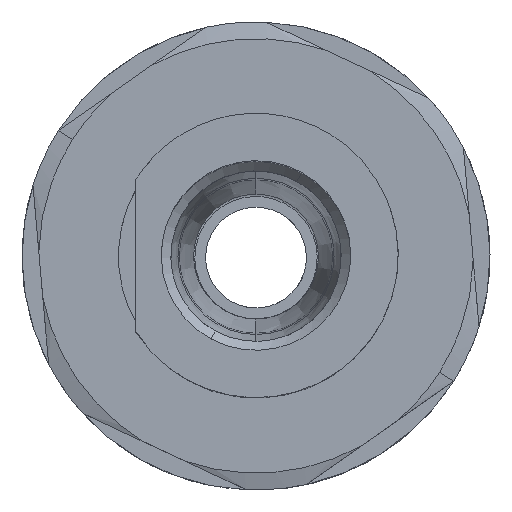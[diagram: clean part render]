
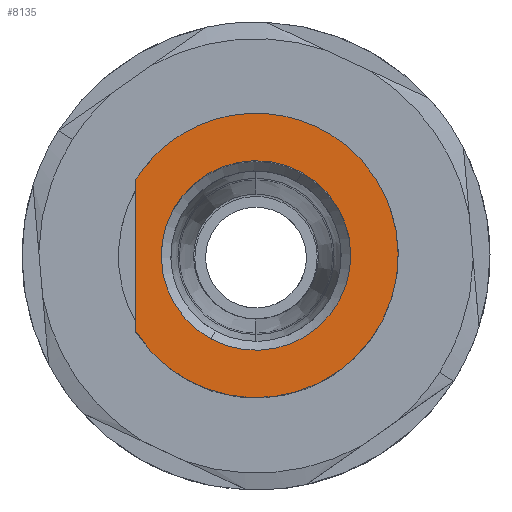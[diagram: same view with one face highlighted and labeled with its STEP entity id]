
A CAD part, top view. The second image highlights one B-rep face of the part: STEP entity #8135.
In plain terms, the highlighted planar face has unit normal (0, 0, 1).
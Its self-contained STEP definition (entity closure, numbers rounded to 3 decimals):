
#8090=AXIS2_PLACEMENT_3D('Plane Axis2P3D',#8087,#8088,#8089) ;
#8119=AXIS2_PLACEMENT_3D('Circle Axis2P3D',#8117,#8118,$) ;
#8128=AXIS2_PLACEMENT_3D('Circle Axis2P3D',#8126,#8127,$) ;
#7496=CARTESIAN_POINT('Vertex',(4.75,6.571,52.3)) ;
#7499=CARTESIAN_POINT('Line Origine',(4.75,9.75,52.3)) ;
#7503=CARTESIAN_POINT('Vertex',(4.75,12.929,52.3)) ;
#8047=CARTESIAN_POINT('Vertex',(14.75,12.929,52.3)) ;
#8051=CARTESIAN_POINT('Control Point',(4.75,6.571,52.3)) ;
#8052=CARTESIAN_POINT('Control Point',(5.25,5.786,52.3)) ;
#8053=CARTESIAN_POINT('Control Point',(5.903,5.098,52.3)) ;
#8054=CARTESIAN_POINT('Control Point',(6.685,4.55,52.3)) ;
#8055=CARTESIAN_POINT('Control Point',(8.423,3.788,52.3)) ;
#8056=CARTESIAN_POINT('Control Point',(10.319,3.741,52.3)) ;
#8057=CARTESIAN_POINT('Control Point',(11.26,3.906,52.3)) ;
#8058=CARTESIAN_POINT('Control Point',(13.027,4.596,52.3)) ;
#8059=CARTESIAN_POINT('Control Point',(14.402,5.903,52.3)) ;
#8060=CARTESIAN_POINT('Control Point',(14.951,6.685,52.3)) ;
#8061=CARTESIAN_POINT('Control Point',(15.712,8.423,52.3)) ;
#8062=CARTESIAN_POINT('Control Point',(15.76,10.319,52.3)) ;
#8063=CARTESIAN_POINT('Control Point',(15.595,11.26,52.3)) ;
#8064=CARTESIAN_POINT('Control Point',(15.25,12.144,52.3)) ;
#8065=CARTESIAN_POINT('Control Point',(14.75,12.929,52.3)) ;
#8087=CARTESIAN_POINT('Axis2P3D Location',(9.75,9.75,52.3)) ;
#8093=CARTESIAN_POINT('Control Point',(14.75,12.929,52.3)) ;
#8094=CARTESIAN_POINT('Control Point',(14.508,13.31,52.3)) ;
#8095=CARTESIAN_POINT('Control Point',(14.23,13.667,52.3)) ;
#8096=CARTESIAN_POINT('Control Point',(13.919,13.997,52.3)) ;
#8097=CARTESIAN_POINT('Control Point',(13.127,14.69,52.3)) ;
#8098=CARTESIAN_POINT('Control Point',(12.2,15.195,52.3)) ;
#8099=CARTESIAN_POINT('Control Point',(11.639,15.414,52.3)) ;
#8100=CARTESIAN_POINT('Control Point',(10.473,15.706,52.3)) ;
#8101=CARTESIAN_POINT('Control Point',(9.272,15.701,52.3)) ;
#8102=CARTESIAN_POINT('Control Point',(8.674,15.623,52.3)) ;
#8103=CARTESIAN_POINT('Control Point',(7.512,15.317,52.3)) ;
#8104=CARTESIAN_POINT('Control Point',(6.461,14.733,52.3)) ;
#8105=CARTESIAN_POINT('Control Point',(5.976,14.376,52.3)) ;
#8106=CARTESIAN_POINT('Control Point',(5.437,13.864,52.3)) ;
#8107=CARTESIAN_POINT('Control Point',(4.988,13.279,52.3)) ;
#8108=CARTESIAN_POINT('Control Point',(4.905,13.165,52.3)) ;
#8109=CARTESIAN_POINT('Control Point',(4.826,13.048,52.3)) ;
#8110=CARTESIAN_POINT('Control Point',(4.75,12.929,52.3)) ;
#8117=CARTESIAN_POINT('Axis2P3D Location',(9.75,9.75,52.3)) ;
#8121=CARTESIAN_POINT('Vertex',(7.856,6.284,52.3)) ;
#8123=CARTESIAN_POINT('Vertex',(11.644,13.217,52.3)) ;
#8126=CARTESIAN_POINT('Axis2P3D Location',(9.75,9.75,52.3)) ;
#7500=DIRECTION('Vector Direction',(0.,-1.,0.)) ;
#8088=DIRECTION('Axis2P3D Direction',(0.,0.,-1.)) ;
#8089=DIRECTION('Axis2P3D XDirection',(0.,1.,0.)) ;
#8118=DIRECTION('Axis2P3D Direction',(0.,0.,-1.)) ;
#8127=DIRECTION('Axis2P3D Direction',(0.,0.,-1.)) ;
#7501=VECTOR('Line Direction',#7500,1.) ;
#8113=ORIENTED_EDGE('',*,*,#8066,.T.) ;
#8114=ORIENTED_EDGE('',*,*,#8111,.T.) ;
#8115=ORIENTED_EDGE('',*,*,#7505,.T.) ;
#8132=ORIENTED_EDGE('',*,*,#8125,.T.) ;
#8133=ORIENTED_EDGE('',*,*,#8130,.T.) ;
#8134=FACE_BOUND('',#8131,.T.) ;
#8135=ADVANCED_FACE('Hauptkoerper',(#8116,#8134),#8091,.F.) ;
#8050=B_SPLINE_CURVE_WITH_KNOTS('',5,(#8051,#8052,#8053,#8054,#8055,#8056,#8057,#8058,#8059,#8060,#8061,#8062,#8063,#8064,#8065),.UNSPECIFIED.,.F.,.U.,(6,3,3,3,6),(-9.307,-4.653,0.,4.653,9.307),.UNSPECIFIED.) ;
#8092=B_SPLINE_CURVE_WITH_KNOTS('',5,(#8093,#8094,#8095,#8096,#8097,#8098,#8099,#8100,#8101,#8102,#8103,#8104,#8105,#8106,#8107,#8108,#8109,#8110),.UNSPECIFIED.,.F.,.U.,(6,3,3,3,3,6),(26.324,29.512,33.728,37.944,42.16,43.157),.UNSPECIFIED.) ;
#8120=CIRCLE('generated circle',#8119,3.95) ;
#8129=CIRCLE('generated circle',#8128,3.95) ;
#7505=EDGE_CURVE('',#7504,#7497,#7502,.T.) ;
#8066=EDGE_CURVE('',#7497,#8048,#8050,.T.) ;
#8111=EDGE_CURVE('',#8048,#7504,#8092,.T.) ;
#8125=EDGE_CURVE('',#8122,#8124,#8120,.T.) ;
#8130=EDGE_CURVE('',#8124,#8122,#8129,.T.) ;
#8112=EDGE_LOOP('',(#8113,#8114,#8115)) ;
#8131=EDGE_LOOP('',(#8132,#8133)) ;
#8116=FACE_OUTER_BOUND('',#8112,.T.) ;
#7502=LINE('Line',#7499,#7501) ;
#8091=PLANE('',#8090) ;
#7497=VERTEX_POINT('',#7496) ;
#7504=VERTEX_POINT('',#7503) ;
#8048=VERTEX_POINT('',#8047) ;
#8122=VERTEX_POINT('',#8121) ;
#8124=VERTEX_POINT('',#8123) ;
